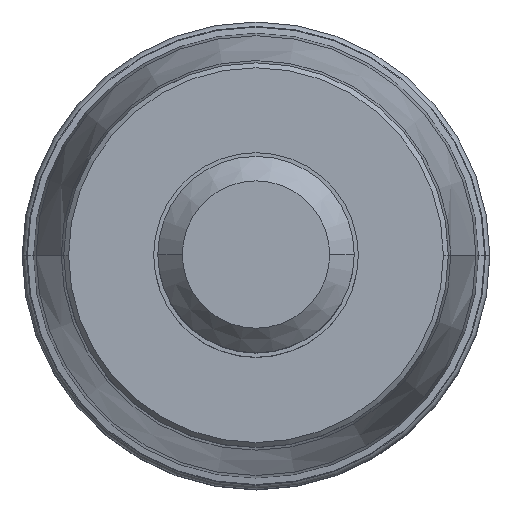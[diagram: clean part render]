
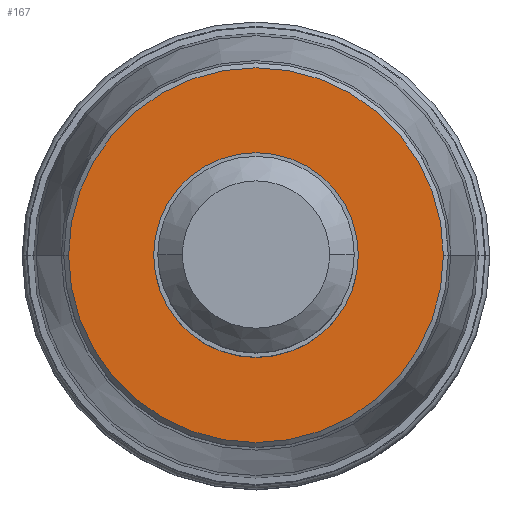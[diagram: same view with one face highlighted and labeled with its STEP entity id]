
A CAD part, top view. The second image highlights one B-rep face of the part: STEP entity #167.
In plain terms, the highlighted planar face has unit normal (0, 0, 1).
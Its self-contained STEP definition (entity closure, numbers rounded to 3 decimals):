
#29=PLANE('',#1435);
#35=FACE_BOUND('',#335,.T.);
#36=FACE_BOUND('',#336,.T.);
#167=ADVANCED_FACE('',(#35,#36),#29,.F.);
#335=EDGE_LOOP('',(#561,#562,#563,#564));
#336=EDGE_LOOP('',(#565,#566));
#561=ORIENTED_EDGE('',*,*,#908,.T.);
#562=ORIENTED_EDGE('',*,*,#912,.T.);
#563=ORIENTED_EDGE('',*,*,#911,.T.);
#564=ORIENTED_EDGE('',*,*,#909,.T.);
#565=ORIENTED_EDGE('',*,*,#913,.T.);
#566=ORIENTED_EDGE('',*,*,#914,.T.);
#767=VERTEX_POINT('',#4690);
#768=VERTEX_POINT('',#4692);
#769=VERTEX_POINT('',#4694);
#770=VERTEX_POINT('',#4698);
#771=VERTEX_POINT('',#4702);
#772=VERTEX_POINT('',#4703);
#908=EDGE_CURVE('',#768,#767,#1092,.T.);
#909=EDGE_CURVE('',#769,#768,#1093,.T.);
#911=EDGE_CURVE('',#770,#769,#1094,.T.);
#912=EDGE_CURVE('',#767,#770,#1095,.T.);
#913=EDGE_CURVE('',#771,#772,#1096,.T.);
#914=EDGE_CURVE('',#772,#771,#1097,.T.);
#1092=CIRCLE('',#1427,11.45);
#1093=CIRCLE('',#1428,11.45);
#1094=CIRCLE('',#1430,11.45);
#1095=CIRCLE('',#1431,11.45);
#1096=CIRCLE('',#1433,6.25);
#1097=CIRCLE('',#1434,6.25);
#1427=AXIS2_PLACEMENT_3D('',#4691,#1755,#1756);
#1428=AXIS2_PLACEMENT_3D('',#4693,#1757,#1758);
#1430=AXIS2_PLACEMENT_3D('',#4697,#1762,#1763);
#1431=AXIS2_PLACEMENT_3D('',#4699,#1764,#1765);
#1433=AXIS2_PLACEMENT_3D('',#4701,#1768,#1769);
#1434=AXIS2_PLACEMENT_3D('',#4704,#1770,#1771);
#1435=AXIS2_PLACEMENT_3D('',#4705,#1772,#1773);
#1755=DIRECTION('',(0.,0.,1.));
#1756=DIRECTION('',(0.,1.,0.));
#1757=DIRECTION('',(0.,0.,1.));
#1758=DIRECTION('',(1.,0.,0.));
#1762=DIRECTION('',(0.,0.,1.));
#1763=DIRECTION('',(0.,-1.,0.));
#1764=DIRECTION('',(0.,0.,1.));
#1765=DIRECTION('',(-1.,0.,0.));
#1768=DIRECTION('',(0.,0.,-1.));
#1769=DIRECTION('',(-1.,0.,0.));
#1770=DIRECTION('',(0.,0.,-1.));
#1771=DIRECTION('',(1.,0.,0.));
#1772=DIRECTION('',(0.,0.,-1.));
#1773=DIRECTION('',(1.,0.,0.));
#4690=CARTESIAN_POINT('',(-11.45,0.,0.));
#4691=CARTESIAN_POINT('',(0.,0.,0.));
#4692=CARTESIAN_POINT('',(0.,11.45,0.));
#4693=CARTESIAN_POINT('',(0.,0.,0.));
#4694=CARTESIAN_POINT('',(11.45,0.,0.));
#4697=CARTESIAN_POINT('',(0.,0.,0.));
#4698=CARTESIAN_POINT('',(0.,-11.45,0.));
#4699=CARTESIAN_POINT('',(0.,0.,0.));
#4701=CARTESIAN_POINT('',(0.,0.,0.));
#4702=CARTESIAN_POINT('',(-6.25,0.,0.));
#4703=CARTESIAN_POINT('',(6.25,0.,0.));
#4704=CARTESIAN_POINT('',(0.,0.,0.));
#4705=CARTESIAN_POINT('',(0.,0.,0.));
